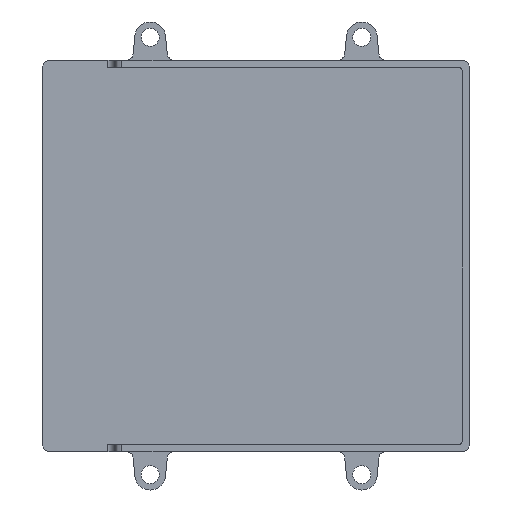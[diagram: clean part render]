
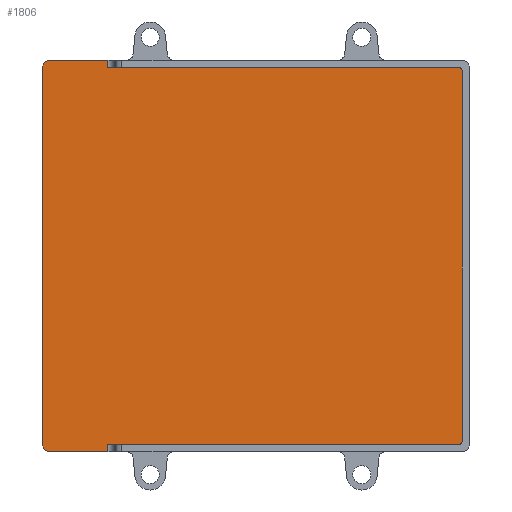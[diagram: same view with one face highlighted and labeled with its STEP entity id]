
A CAD part, front view. The second image highlights one B-rep face of the part: STEP entity #1806.
In plain terms, the highlighted planar face has unit normal (0, -1, 0).
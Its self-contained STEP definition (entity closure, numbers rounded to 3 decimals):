
#2 = ORIENTED_EDGE ( 'NONE', *, *, #84, .F. ) ;
#27 = DIRECTION ( 'NONE',  ( 0., 0., -1. ) ) ;
#35 = DIRECTION ( 'NONE',  ( 0., -1., 0. ) ) ;
#42 = CARTESIAN_POINT ( 'NONE',  ( -42., -1., -53.5 ) ) ;
#54 = VECTOR ( 'NONE', #1540, 1000. ) ;
#69 = LINE ( 'NONE', #1115, #873 ) ;
#84 = EDGE_CURVE ( 'NONE', #1867, #1702, #69, .T. ) ;
#137 = EDGE_CURVE ( 'NONE', #882, #1100, #1014, .T. ) ;
#182 = LINE ( 'NONE', #1773, #782 ) ;
#185 = VERTEX_POINT ( 'NONE', #851 ) ;
#216 = VECTOR ( 'NONE', #1872, 1000. ) ;
#217 = AXIS2_PLACEMENT_3D ( 'NONE', #1451, #1152, #1616 ) ;
#226 = EDGE_CURVE ( 'NONE', #867, #185, #985, .T. ) ;
#229 = EDGE_CURVE ( 'NONE', #882, #773, #1287, .T. ) ;
#240 = CARTESIAN_POINT ( 'NONE',  ( -58.5, -1., -53.5 ) ) ;
#243 = ORIENTED_EDGE ( 'NONE', *, *, #1343, .T. ) ;
#272 = LINE ( 'NONE', #1887, #1417 ) ;
#273 = ORIENTED_EDGE ( 'NONE', *, *, #137, .F. ) ;
#296 = EDGE_CURVE ( 'NONE', #1867, #1648, #182, .T. ) ;
#320 = ORIENTED_EDGE ( 'NONE', *, *, #296, .T. ) ;
#349 = VERTEX_POINT ( 'NONE', #1920 ) ;
#361 = CARTESIAN_POINT ( 'NONE',  ( -60.5, -1., 53.5 ) ) ;
#364 = CARTESIAN_POINT ( 'NONE',  ( -60.5, -1., 55.5 ) ) ;
#399 = CARTESIAN_POINT ( 'NONE',  ( -42., -1., 55.5 ) ) ;
#430 = DIRECTION ( 'NONE',  ( 0., 0., 1. ) ) ;
#437 = DIRECTION ( 'NONE',  ( 0., 0., -1. ) ) ;
#441 = AXIS2_PLACEMENT_3D ( 'NONE', #482, #893, #437 ) ;
#455 = LINE ( 'NONE', #1506, #1850 ) ;
#462 = CARTESIAN_POINT ( 'NONE',  ( -42., -1., 55.5 ) ) ;
#482 = CARTESIAN_POINT ( 'NONE',  ( -58.5, -1., 53.5 ) ) ;
#533 = AXIS2_PLACEMENT_3D ( 'NONE', #240, #697, #706 ) ;
#650 = VERTEX_POINT ( 'NONE', #1046 ) ;
#659 = AXIS2_PLACEMENT_3D ( 'NONE', #1800, #1680, #1348 ) ;
#660 = CARTESIAN_POINT ( 'NONE',  ( 57.3, -1., -52.3 ) ) ;
#688 = FACE_OUTER_BOUND ( 'NONE', #1076, .T. ) ;
#697 = DIRECTION ( 'NONE',  ( 0., -1., 0. ) ) ;
#706 = DIRECTION ( 'NONE',  ( 0., 0., -1. ) ) ;
#728 = EDGE_CURVE ( 'NONE', #349, #867, #755, .T. ) ;
#755 = CIRCLE ( 'NONE', #659, 1.2 ) ;
#773 = VERTEX_POINT ( 'NONE', #361 ) ;
#782 = VECTOR ( 'NONE', #786, 1000. ) ;
#786 = DIRECTION ( 'NONE',  ( 0., 0., 1. ) ) ;
#793 = CARTESIAN_POINT ( 'NONE',  ( 58.5, -1., -52.3 ) ) ;
#796 = ORIENTED_EDGE ( 'NONE', *, *, #1766, .F. ) ;
#836 = CARTESIAN_POINT ( 'NONE',  ( -42., -1., -55.5 ) ) ;
#851 = CARTESIAN_POINT ( 'NONE',  ( -42., -1., 53.5 ) ) ;
#867 = VERTEX_POINT ( 'NONE', #942 ) ;
#872 = VECTOR ( 'NONE', #430, 1000. ) ;
#873 = VECTOR ( 'NONE', #1715, 1000. ) ;
#882 = VERTEX_POINT ( 'NONE', #950 ) ;
#893 = DIRECTION ( 'NONE',  ( 0., -1., 0. ) ) ;
#933 = LINE ( 'NONE', #364, #54 ) ;
#942 = CARTESIAN_POINT ( 'NONE',  ( 57.3, -1., 53.5 ) ) ;
#950 = CARTESIAN_POINT ( 'NONE',  ( -58.5, -1., 55.5 ) ) ;
#957 = ORIENTED_EDGE ( 'NONE', *, *, #1138, .T. ) ;
#985 = LINE ( 'NONE', #1483, #1378 ) ;
#1014 = LINE ( 'NONE', #1725, #216 ) ;
#1028 = CIRCLE ( 'NONE', #533, 2. ) ;
#1046 = CARTESIAN_POINT ( 'NONE',  ( -60.5, -1., -53.5 ) ) ;
#1048 = EDGE_CURVE ( 'NONE', #1312, #349, #272, .T. ) ;
#1067 = ORIENTED_EDGE ( 'NONE', *, *, #1665, .T. ) ;
#1076 = EDGE_LOOP ( 'NONE', ( #1560, #243, #273, #1133, #796, #1557, #2, #320, #957, #1067, #1832, #1719 ) ) ;
#1089 = CARTESIAN_POINT ( 'NONE',  ( -58.5, -1., -55.5 ) ) ;
#1100 = VERTEX_POINT ( 'NONE', #462 ) ;
#1115 = CARTESIAN_POINT ( 'NONE',  ( -60.5, -1., -55.5 ) ) ;
#1133 = ORIENTED_EDGE ( 'NONE', *, *, #229, .T. ) ;
#1135 = PLANE ( 'NONE',  #217 ) ;
#1138 = EDGE_CURVE ( 'NONE', #1648, #1614, #455, .T. ) ;
#1152 = DIRECTION ( 'NONE',  ( 0., -1., 0. ) ) ;
#1287 = CIRCLE ( 'NONE', #441, 2. ) ;
#1312 = VERTEX_POINT ( 'NONE', #793 ) ;
#1343 = EDGE_CURVE ( 'NONE', #185, #1100, #1903, .T. ) ;
#1348 = DIRECTION ( 'NONE',  ( 0., 0., -1. ) ) ;
#1378 = VECTOR ( 'NONE', #1683, 1000. ) ;
#1414 = CIRCLE ( 'NONE', #1480, 1.2 ) ;
#1417 = VECTOR ( 'NONE', #1474, 1000. ) ;
#1451 = CARTESIAN_POINT ( 'NONE',  ( 0., -1., 0. ) ) ;
#1474 = DIRECTION ( 'NONE',  ( 0., 0., 1. ) ) ;
#1480 = AXIS2_PLACEMENT_3D ( 'NONE', #660, #35, #27 ) ;
#1483 = CARTESIAN_POINT ( 'NONE',  ( 58.5, -1., 53.5 ) ) ;
#1506 = CARTESIAN_POINT ( 'NONE',  ( -40., -1., -53.5 ) ) ;
#1523 = DIRECTION ( 'NONE',  ( 1., 0., 0. ) ) ;
#1540 = DIRECTION ( 'NONE',  ( 0., 0., 1. ) ) ;
#1557 = ORIENTED_EDGE ( 'NONE', *, *, #1836, .T. ) ;
#1560 = ORIENTED_EDGE ( 'NONE', *, *, #226, .T. ) ;
#1614 = VERTEX_POINT ( 'NONE', #1951 ) ;
#1616 = DIRECTION ( 'NONE',  ( 0., 0., -1. ) ) ;
#1648 = VERTEX_POINT ( 'NONE', #42 ) ;
#1665 = EDGE_CURVE ( 'NONE', #1614, #1312, #1414, .T. ) ;
#1680 = DIRECTION ( 'NONE',  ( 0., -1., 0. ) ) ;
#1683 = DIRECTION ( 'NONE',  ( -1., 0., 0. ) ) ;
#1702 = VERTEX_POINT ( 'NONE', #1089 ) ;
#1715 = DIRECTION ( 'NONE',  ( -1., 0., 0. ) ) ;
#1719 = ORIENTED_EDGE ( 'NONE', *, *, #728, .T. ) ;
#1725 = CARTESIAN_POINT ( 'NONE',  ( -60.5, -1., 55.5 ) ) ;
#1766 = EDGE_CURVE ( 'NONE', #650, #773, #933, .T. ) ;
#1773 = CARTESIAN_POINT ( 'NONE',  ( -42., -1., -53.5 ) ) ;
#1800 = CARTESIAN_POINT ( 'NONE',  ( 57.3, -1., 52.3 ) ) ;
#1806 = ADVANCED_FACE ( 'NONE', ( #688 ), #1135, .T. ) ;
#1832 = ORIENTED_EDGE ( 'NONE', *, *, #1048, .T. ) ;
#1836 = EDGE_CURVE ( 'NONE', #650, #1702, #1028, .T. ) ;
#1850 = VECTOR ( 'NONE', #1523, 1000. ) ;
#1867 = VERTEX_POINT ( 'NONE', #836 ) ;
#1872 = DIRECTION ( 'NONE',  ( 1., 0., 0. ) ) ;
#1887 = CARTESIAN_POINT ( 'NONE',  ( 58.5, -1., -53.5 ) ) ;
#1903 = LINE ( 'NONE', #399, #872 ) ;
#1920 = CARTESIAN_POINT ( 'NONE',  ( 58.5, -1., 52.3 ) ) ;
#1951 = CARTESIAN_POINT ( 'NONE',  ( 57.3, -1., -53.5 ) ) ;
